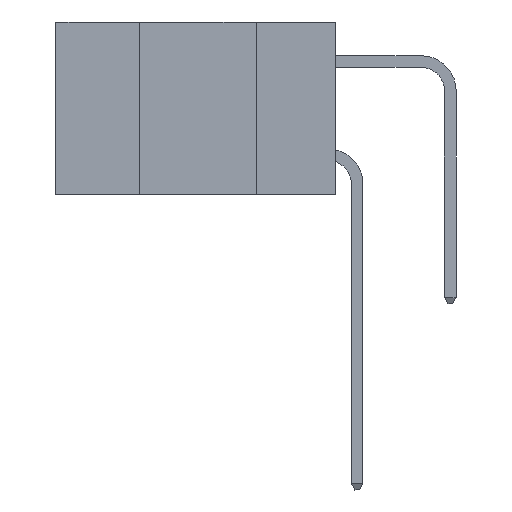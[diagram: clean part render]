
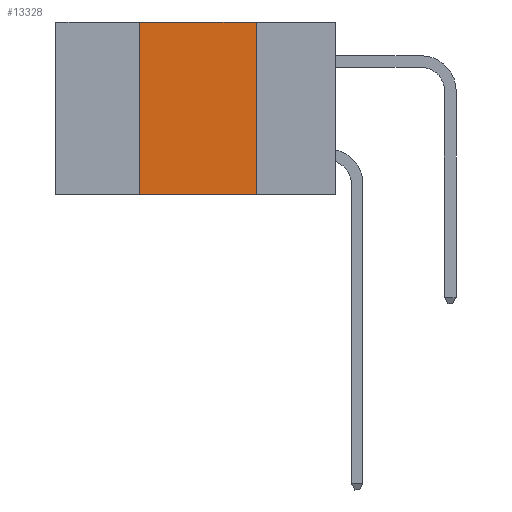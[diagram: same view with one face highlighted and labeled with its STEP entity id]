
A CAD part, left-side view. The second image highlights one B-rep face of the part: STEP entity #13328.
In plain terms, the highlighted planar face has unit normal (-1, 0, 0).
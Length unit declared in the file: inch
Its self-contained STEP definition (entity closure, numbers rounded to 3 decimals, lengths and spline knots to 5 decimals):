
#180 = VERTEX_POINT ( 'NONE', #4181 ) ;
#452 = LINE ( 'NONE', #20306, #4386 ) ;
#682 = ORIENTED_EDGE ( 'NONE', *, *, #13593, .F. ) ;
#1244 = PLANE ( 'NONE',  #7414 ) ;
#2954 = LINE ( 'NONE', #13236, #6820 ) ;
#4181 = CARTESIAN_POINT ( 'NONE',  ( 0., 0.42, 0. ) ) ;
#4386 = VECTOR ( 'NONE', #15816, 39.37008 ) ;
#5961 = CARTESIAN_POINT ( 'NONE',  ( 0., 0.6, 0. ) ) ;
#6218 = DIRECTION ( 'NONE',  ( 1., 0., 0. ) ) ;
#6820 = VECTOR ( 'NONE', #14792, 39.37008 ) ;
#7414 = AXIS2_PLACEMENT_3D ( 'NONE', #15645, #6218, #17137 ) ;
#7619 = DIRECTION ( 'NONE',  ( 0., -1., 0. ) ) ;
#7869 = VERTEX_POINT ( 'NONE', #9652 ) ;
#8519 = CARTESIAN_POINT ( 'NONE',  ( 0., 0.6, -0.37 ) ) ;
#9652 = CARTESIAN_POINT ( 'NONE',  ( 0., 0.17, -0.37 ) ) ;
#9769 = CARTESIAN_POINT ( 'NONE',  ( 0., 0.42, -0.37 ) ) ;
#11787 = FACE_OUTER_BOUND ( 'NONE', #16400, .T. ) ;
#11994 = LINE ( 'NONE', #5961, #19577 ) ;
#12095 = VERTEX_POINT ( 'NONE', #9769 ) ;
#12971 = VECTOR ( 'NONE', #13259, 39.37008 ) ;
#13236 = CARTESIAN_POINT ( 'NONE',  ( 0., 0.42, 0. ) ) ;
#13259 = DIRECTION ( 'NONE',  ( 0., -1., 0. ) ) ;
#13328 = ADVANCED_FACE ( 'NONE', ( #11787 ), #1244, .F. ) ;
#13593 = EDGE_CURVE ( 'NONE', #12095, #180, #2954, .T. ) ;
#14395 = EDGE_CURVE ( 'NONE', #180, #20375, #11994, .T. ) ;
#14792 = DIRECTION ( 'NONE',  ( 0., 0., 1. ) ) ;
#15645 = CARTESIAN_POINT ( 'NONE',  ( 0., 0.6, 0. ) ) ;
#15816 = DIRECTION ( 'NONE',  ( 0., 0., -1. ) ) ;
#16004 = EDGE_CURVE ( 'NONE', #12095, #7869, #16992, .T. ) ;
#16400 = EDGE_LOOP ( 'NONE', ( #19674, #20148, #682, #17123 ) ) ;
#16992 = LINE ( 'NONE', #8519, #12971 ) ;
#17123 = ORIENTED_EDGE ( 'NONE', *, *, #16004, .T. ) ;
#17137 = DIRECTION ( 'NONE',  ( 0., 0., -1. ) ) ;
#17707 = CARTESIAN_POINT ( 'NONE',  ( 0., 0.17, 0. ) ) ;
#18383 = EDGE_CURVE ( 'NONE', #20375, #7869, #452, .T. ) ;
#19577 = VECTOR ( 'NONE', #7619, 39.37008 ) ;
#19674 = ORIENTED_EDGE ( 'NONE', *, *, #18383, .F. ) ;
#20148 = ORIENTED_EDGE ( 'NONE', *, *, #14395, .F. ) ;
#20306 = CARTESIAN_POINT ( 'NONE',  ( 0., 0.17, 0. ) ) ;
#20375 = VERTEX_POINT ( 'NONE', #17707 ) ;
